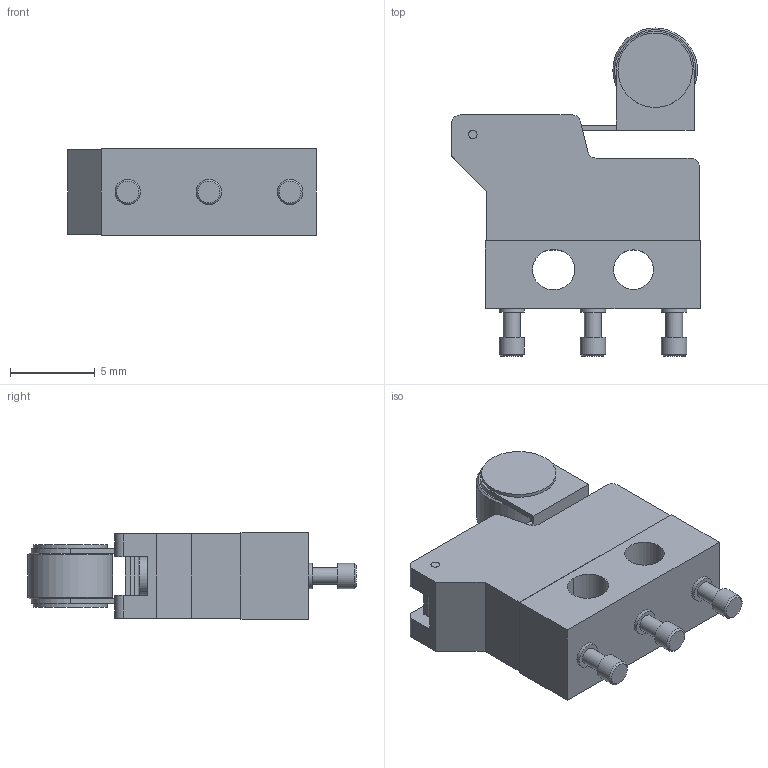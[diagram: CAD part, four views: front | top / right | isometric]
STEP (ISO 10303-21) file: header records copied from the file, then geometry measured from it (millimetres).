
FILE_DESCRIPTION(/* description */ (''),/* implementation_level */ '2;1');
FILE_NAME(/* name */ 'Deployment_Switch_J-7-V22 v4.step',/* time_stamp */ '2021-05-20T07:26:00+09:00',/* author */ (''),/* organization */ (''),/* preprocessor_version */ 'ST-DEVELOPER v18.1',/* originating_system */ 'Autodesk Translation Framework v10.6.0.1341',/* authorisation */ '');
FILE_SCHEMA (('AUTOMOTIVE_DESIGN { 1 0 10303 214 3 1 1 }'));
Length unit declared in the file: millimetre
Products named in the file (1): Deployment_Switch_J-7-V22
Bounding box: 14.7 x 19.39 x 5.1 mm (x, y, z)
Volume: 693.3 mm3; surface area: 888 mm2
Topology: 6 solids, 6 shells, 87 faces, 184 edges, 121 vertices
Faces by surface type: plane 52, cylinder 30, cone 5
Full cylindrical faces by diameter (mm): 0.5 x3, 1 x3, 1.5 x7, 2.249 x1, 2.35 x1, 4.4 x4, 5 x1
Entity records: 2418 total; most frequent: DIRECTION 427, CARTESIAN_POINT 393, ORIENTED_EDGE 368, EDGE_CURVE 184, AXIS2_PLACEMENT_3D 155, VERTEX_POINT 121, LINE 117, VECTOR 117
